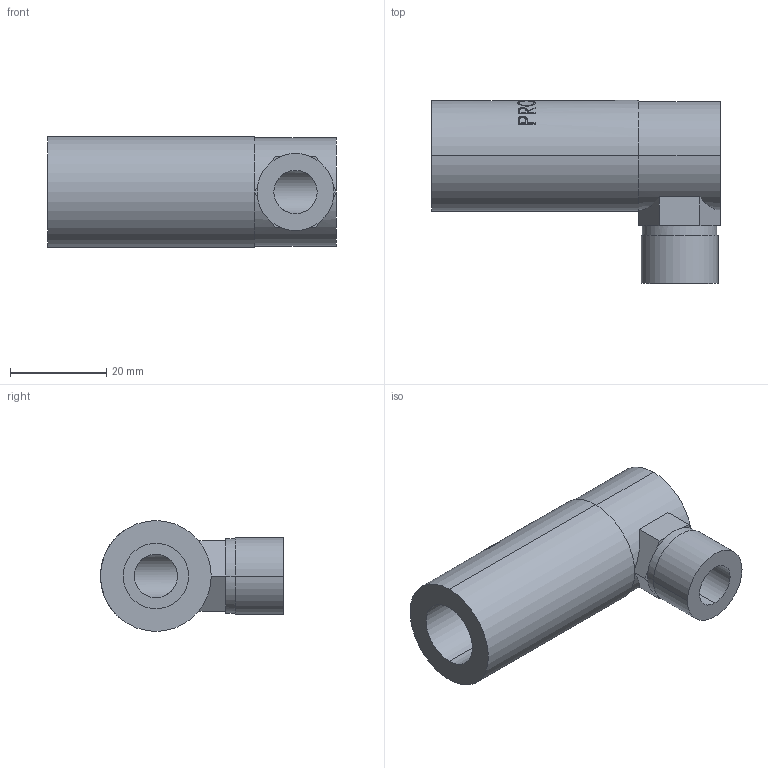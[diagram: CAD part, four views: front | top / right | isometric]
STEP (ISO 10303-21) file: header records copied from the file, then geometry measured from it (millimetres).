
FILE_DESCRIPTION (( 'STEP AP203' ), '1' );
FILE_NAME ('2f3c.STEP', '2022-09-11T10:42:35', ( '' ), ( '' ), 'SwSTEP 2.0', 'SolidWorks 2019', '' );
FILE_SCHEMA (( 'CONFIG_CONTROL_DESIGN' ));
Length unit declared in the file: millimetre
Products named in the file (1): 2f3c
Bounding box: 60 x 38 x 23 mm (x, y, z)
Volume: 21034 mm3; surface area: 8424.9 mm2
Topology: 1 solids, 1 shells, 121 faces, 304 edges, 198 vertices
Faces by surface type: plane 56, bspline 42, cylinder 23
Entity records: 8422 total; most frequent: CARTESIAN_POINT 5779, ORIENTED_EDGE 608, DIRECTION 398, EDGE_CURVE 304, VERTEX_POINT 198, AXIS2_PLACEMENT_3D 156, EDGE_LOOP 136, B_SPLINE_CURVE_WITH_KNOTS 136
